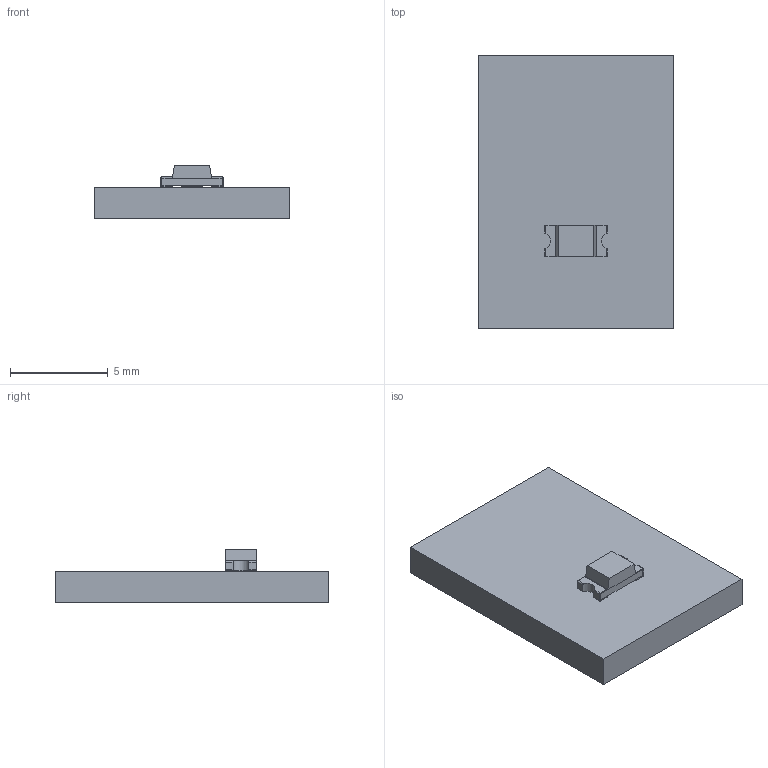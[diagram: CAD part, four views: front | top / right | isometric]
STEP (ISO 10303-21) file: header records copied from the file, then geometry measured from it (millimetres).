
FILE_DESCRIPTION(('KiCad electronic assembly'),'2;1');
FILE_NAME('POxiM-fingersensor-Bottom.stp','2020-06-19T14:23:19',( 'An Author'),('A Company'),'Open CASCADE STEP processor 6.9', 'KiCad to STEP converter','Unknown');
FILE_SCHEMA(('AUTOMOTIVE_DESIGN { 1 0 10303 214 1 1 1 1 }'));
Length unit declared in the file: millimetre
Products named in the file (4): Open CASCADE STEP translator 6.9 1; LED_1206_3216Metric_Castellated; SOLID
Assembly tree (3 placements, depth 3):
  Open CASCADE STEP translator 6.9 1
    LED_1206_3216Metric_Castellated
      SOLID
    SOLID
Bounding box: 10 x 14 x 2.75 mm (x, y, z)
Volume: 228 mm3; surface area: 375.5 mm2
Topology: 2 solids, 2 shells, 44 faces, 113 edges, 74 vertices
Faces by surface type: plane 30, cylinder 14
Entity records: 3561 total; most frequent: CARTESIAN_POINT 949, DIRECTION 423, LINE 275, VECTOR 275, ORIENTED_EDGE 226, PCURVE 226, DEFINITIONAL_REPRESENTATION 226, EDGE_CURVE 113
